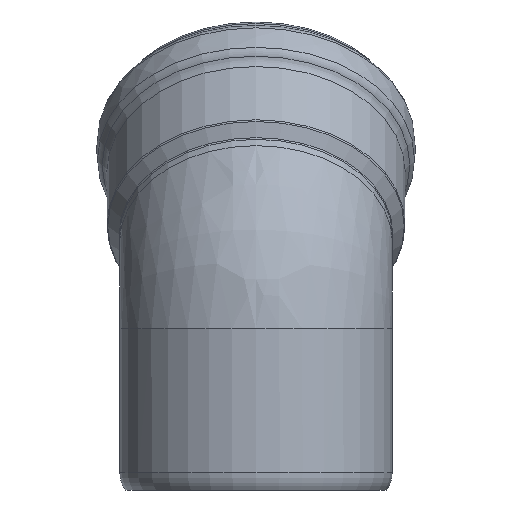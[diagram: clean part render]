
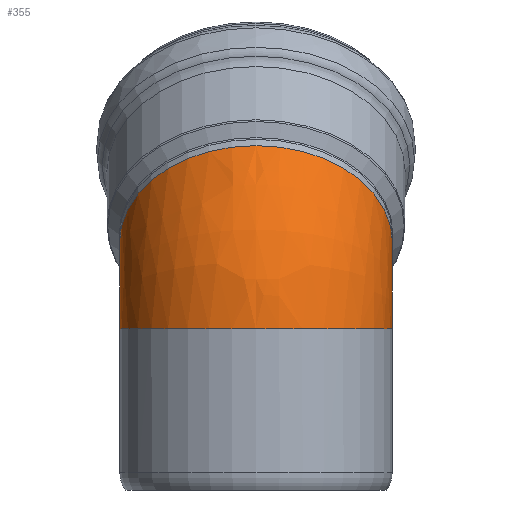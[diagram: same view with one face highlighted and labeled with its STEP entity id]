
A CAD part, left-side view. The second image highlights one B-rep face of the part: STEP entity #355.
In plain terms, the highlighted free-form (B-spline) face has degree [2, 2] with [9, 3] control points.
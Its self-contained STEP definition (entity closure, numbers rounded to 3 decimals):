
#29=(
BOUNDED_SURFACE()
B_SPLINE_SURFACE(2,2,((#628,#629,#630),(#631,#632,#633),(#634,#635,#636),
(#637,#638,#639),(#640,#641,#642),(#643,#644,#645),(#646,#647,#648),(#649,
#650,#651),(#652,#653,#654)),.UNSPECIFIED.,.F.,.F.,.F.)
B_SPLINE_SURFACE_WITH_KNOTS((3,2,2,2,3),(3,3),(-2.624,-1.312,
0.,1.312,2.624),(-1.571,
-0.785),.UNSPECIFIED.)
GEOMETRIC_REPRESENTATION_ITEM()
RATIONAL_B_SPLINE_SURFACE(((1.,0.924,1.),(0.792,0.732,
0.792),(1.,0.924,1.),(0.792,0.732,
0.792),(1.,0.924,1.),(0.792,0.732,
0.792),(1.,0.924,1.),(0.792,0.732,
0.792),(1.,0.924,1.)))
REPRESENTATION_ITEM('')
SURFACE()
);
#34=B_SPLINE_CURVE_WITH_KNOTS('',3,(#610,#611,#612,#613,#614,#615,#616),
 .UNSPECIFIED.,.F.,.F.,(4,3,4),(-0.001,0.067,
0.136),.UNSPECIFIED.);
#35=B_SPLINE_CURVE_WITH_KNOTS('',3,(#620,#621,#622,#623,#624,#625,#626),
 .UNSPECIFIED.,.F.,.F.,(4,3,4),(-0.001,0.067,
0.136),.UNSPECIFIED.);
#67=FACE_OUTER_BOUND('',#100,.T.);
#100=EDGE_LOOP('',(#268,#269,#270,#271));
#159=CIRCLE('',#392,55.2);
#160=CIRCLE('',#393,55.2);
#192=VERTEX_POINT('',#608);
#193=VERTEX_POINT('',#609);
#194=VERTEX_POINT('',#617);
#195=VERTEX_POINT('',#619);
#226=EDGE_CURVE('',#192,#193,#34,.T.);
#228=EDGE_CURVE('',#195,#194,#35,.T.);
#230=EDGE_CURVE('',#195,#193,#159,.T.);
#231=EDGE_CURVE('',#194,#192,#160,.T.);
#268=ORIENTED_EDGE('',*,*,#226,.T.);
#269=ORIENTED_EDGE('',*,*,#230,.F.);
#270=ORIENTED_EDGE('',*,*,#228,.T.);
#271=ORIENTED_EDGE('',*,*,#231,.T.);
#355=ADVANCED_FACE('',(#67),#29,.F.);
#392=AXIS2_PLACEMENT_3D('',#655,#462,#463);
#393=AXIS2_PLACEMENT_3D('',#656,#464,#465);
#462=DIRECTION('center_axis',(0.707,0.,0.707));
#463=DIRECTION('ref_axis',(-0.707,0.,0.707));
#464=DIRECTION('center_axis',(0.,0.,1.));
#465=DIRECTION('ref_axis',(-1.,0.,0.));
#608=CARTESIAN_POINT('',(47.962,-27.325,65.414));
#609=CARTESIAN_POINT('',(48.471,-27.325,66.642));
#610=CARTESIAN_POINT('Ctrl Pts',(47.962,-27.325,65.414));
#611=CARTESIAN_POINT('Ctrl Pts',(47.973,-27.305,65.637));
#612=CARTESIAN_POINT('Ctrl Pts',(48.023,-27.296,65.858));
#613=CARTESIAN_POINT('Ctrl Pts',(48.109,-27.296,66.066));
#614=CARTESIAN_POINT('Ctrl Pts',(48.196,-27.295,66.278));
#615=CARTESIAN_POINT('Ctrl Pts',(48.318,-27.305,66.473));
#616=CARTESIAN_POINT('Ctrl Pts',(48.471,-27.325,66.642));
#617=CARTESIAN_POINT('',(47.962,27.325,65.414));
#619=CARTESIAN_POINT('',(48.471,27.325,66.642));
#620=CARTESIAN_POINT('Ctrl Pts',(48.471,27.325,66.642));
#621=CARTESIAN_POINT('Ctrl Pts',(48.321,27.305,66.476));
#622=CARTESIAN_POINT('Ctrl Pts',(48.2,27.296,66.285));
#623=CARTESIAN_POINT('Ctrl Pts',(48.114,27.296,66.077));
#624=CARTESIAN_POINT('Ctrl Pts',(48.025,27.295,65.866));
#625=CARTESIAN_POINT('Ctrl Pts',(47.974,27.305,65.642));
#626=CARTESIAN_POINT('Ctrl Pts',(47.962,27.325,65.414));
#628=CARTESIAN_POINT('Ctrl Pts',(47.98,-27.295,65.414));
#629=CARTESIAN_POINT('Ctrl Pts',(47.98,-27.295,66.126));
#630=CARTESIAN_POINT('Ctrl Pts',(48.483,-27.295,66.63));
#631=CARTESIAN_POINT('Ctrl Pts',(26.966,-64.232,65.414));
#632=CARTESIAN_POINT('Ctrl Pts',(26.966,-64.232,74.83));
#633=CARTESIAN_POINT('Ctrl Pts',(33.625,-64.232,81.489));
#634=CARTESIAN_POINT('Ctrl Pts',(-14.117,-53.364,65.414));
#635=CARTESIAN_POINT('Ctrl Pts',(-14.117,-53.364,91.847));
#636=CARTESIAN_POINT('Ctrl Pts',(4.575,-53.364,110.539));
#637=CARTESIAN_POINT('Ctrl Pts',(-55.2,-42.496,65.414));
#638=CARTESIAN_POINT('Ctrl Pts',(-55.2,-42.496,108.865));
#639=CARTESIAN_POINT('Ctrl Pts',(-24.476,-42.496,139.589));
#640=CARTESIAN_POINT('Ctrl Pts',(-55.2,0.,65.414));
#641=CARTESIAN_POINT('Ctrl Pts',(-55.2,0.,
108.865));
#642=CARTESIAN_POINT('Ctrl Pts',(-24.476,0.,
139.589));
#643=CARTESIAN_POINT('Ctrl Pts',(-55.2,42.496,65.414));
#644=CARTESIAN_POINT('Ctrl Pts',(-55.2,42.496,108.865));
#645=CARTESIAN_POINT('Ctrl Pts',(-24.476,42.496,139.589));
#646=CARTESIAN_POINT('Ctrl Pts',(-14.117,53.364,65.414));
#647=CARTESIAN_POINT('Ctrl Pts',(-14.117,53.364,91.847));
#648=CARTESIAN_POINT('Ctrl Pts',(4.575,53.364,110.539));
#649=CARTESIAN_POINT('Ctrl Pts',(26.966,64.232,65.414));
#650=CARTESIAN_POINT('Ctrl Pts',(26.966,64.232,74.83));
#651=CARTESIAN_POINT('Ctrl Pts',(33.625,64.232,81.489));
#652=CARTESIAN_POINT('Ctrl Pts',(47.98,27.295,65.414));
#653=CARTESIAN_POINT('Ctrl Pts',(47.98,27.295,66.126));
#654=CARTESIAN_POINT('Ctrl Pts',(48.483,27.295,66.63));
#655=CARTESIAN_POINT('Origin',(14.557,0.,100.557));
#656=CARTESIAN_POINT('Origin',(0.,0.,65.414));
